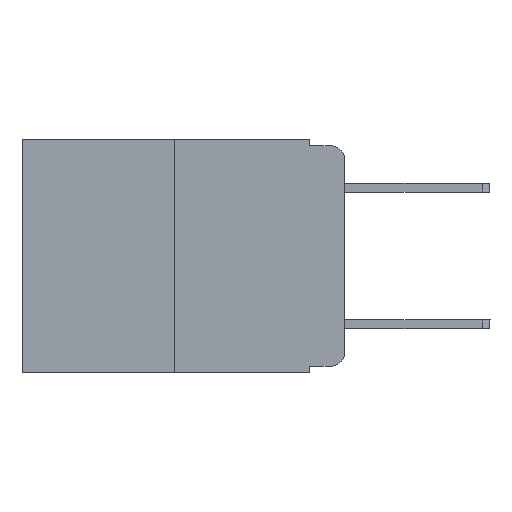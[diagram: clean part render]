
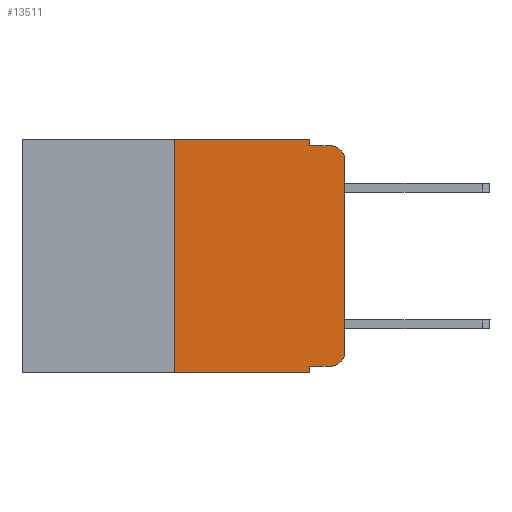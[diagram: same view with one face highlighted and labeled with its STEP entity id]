
A CAD part, left-side view. The second image highlights one B-rep face of the part: STEP entity #13511.
In plain terms, the highlighted planar face has unit normal (-1, 0, 0).
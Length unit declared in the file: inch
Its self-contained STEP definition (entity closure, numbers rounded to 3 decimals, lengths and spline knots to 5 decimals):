
#465 = DIRECTION ( 'NONE',  ( 0., 0., 1. ) ) ;
#659 = CARTESIAN_POINT ( 'NONE',  ( 0., 0.051, -0.01 ) ) ;
#829 = CARTESIAN_POINT ( 'NONE',  ( 0., 0.473, 0. ) ) ;
#886 = ORIENTED_EDGE ( 'NONE', *, *, #1853, .F. ) ;
#1346 = VERTEX_POINT ( 'NONE', #19458 ) ;
#1853 = EDGE_CURVE ( 'NONE', #16161, #5598, #6976, .T. ) ;
#2421 = DIRECTION ( 'NONE',  ( 0., -1., 0. ) ) ;
#2427 = EDGE_CURVE ( 'NONE', #1346, #24299, #23655, .T. ) ;
#2503 = DIRECTION ( 'NONE',  ( 0., 0., 1. ) ) ;
#3293 = VECTOR ( 'NONE', #2421, 39.37008 ) ;
#3439 = ORIENTED_EDGE ( 'NONE', *, *, #13906, .T. ) ;
#3789 = LINE ( 'NONE', #10161, #10336 ) ;
#4027 = VERTEX_POINT ( 'NONE', #18604 ) ;
#4460 = ORIENTED_EDGE ( 'NONE', *, *, #10874, .T. ) ;
#4521 = CIRCLE ( 'NONE', #23233, 0.02 ) ;
#4570 = DIRECTION ( 'NONE',  ( 0., -1., 0. ) ) ;
#4702 = DIRECTION ( 'NONE',  ( 0., -1., 0. ) ) ;
#4771 = VECTOR ( 'NONE', #465, 39.37008 ) ;
#5081 = CARTESIAN_POINT ( 'NONE',  ( 0., 0.02, -0.313 ) ) ;
#5595 = CARTESIAN_POINT ( 'NONE',  ( 0., 0.02, -0.01 ) ) ;
#5598 = VERTEX_POINT ( 'NONE', #24188 ) ;
#5712 = CARTESIAN_POINT ( 'NONE',  ( 0., 0.051, 0. ) ) ;
#5998 = VERTEX_POINT ( 'NONE', #5595 ) ;
#6976 = LINE ( 'NONE', #18126, #8147 ) ;
#7078 = ORIENTED_EDGE ( 'NONE', *, *, #13943, .F. ) ;
#7318 = DIRECTION ( 'NONE',  ( 0., 0., -1. ) ) ;
#8147 = VECTOR ( 'NONE', #20319, 39.37008 ) ;
#8196 = EDGE_LOOP ( 'NONE', ( #4460, #3439, #9582, #886, #7078, #11952, #18554, #12095, #23877, #13103 ) ) ;
#8384 = CARTESIAN_POINT ( 'NONE',  ( 0., 0.051, 0. ) ) ;
#8504 = CARTESIAN_POINT ( 'NONE',  ( 0., 0.02, -0.03 ) ) ;
#8742 = CARTESIAN_POINT ( 'NONE',  ( 0., 0.25, 0. ) ) ;
#8829 = EDGE_CURVE ( 'NONE', #5598, #5998, #17326, .T. ) ;
#8935 = DIRECTION ( 'NONE',  ( -1., 0., 0. ) ) ;
#9582 = ORIENTED_EDGE ( 'NONE', *, *, #8829, .F. ) ;
#10025 = VECTOR ( 'NONE', #2503, 39.37008 ) ;
#10131 = CARTESIAN_POINT ( 'NONE',  ( 0., 0.25, 0. ) ) ;
#10161 = CARTESIAN_POINT ( 'NONE',  ( 0., 0.051, -0.333 ) ) ;
#10336 = VECTOR ( 'NONE', #11844, 39.37008 ) ;
#10589 = DIRECTION ( 'NONE',  ( 0., 0., -1. ) ) ;
#10874 = EDGE_CURVE ( 'NONE', #16662, #12933, #10955, .T. ) ;
#10955 = LINE ( 'NONE', #17785, #10025 ) ;
#11144 = VECTOR ( 'NONE', #4570, 39.37008 ) ;
#11665 = PLANE ( 'NONE',  #16960 ) ;
#11671 = LINE ( 'NONE', #10131, #4771 ) ;
#11844 = DIRECTION ( 'NONE',  ( 0., -1., 0. ) ) ;
#11914 = VERTEX_POINT ( 'NONE', #8742 ) ;
#11952 = ORIENTED_EDGE ( 'NONE', *, *, #15915, .F. ) ;
#12095 = ORIENTED_EDGE ( 'NONE', *, *, #22650, .F. ) ;
#12933 = VERTEX_POINT ( 'NONE', #16614 ) ;
#13103 = ORIENTED_EDGE ( 'NONE', *, *, #14183, .T. ) ;
#13511 = ADVANCED_FACE ( 'NONE', ( #17119 ), #11665, .F. ) ;
#13906 = EDGE_CURVE ( 'NONE', #12933, #5998, #18019, .T. ) ;
#13943 = EDGE_CURVE ( 'NONE', #11914, #16161, #20733, .T. ) ;
#14183 = EDGE_CURVE ( 'NONE', #14211, #16662, #4521, .T. ) ;
#14197 = DIRECTION ( 'NONE',  ( -1., 0., 0. ) ) ;
#14211 = VERTEX_POINT ( 'NONE', #20827 ) ;
#15668 = CARTESIAN_POINT ( 'NONE',  ( 0., 0.473, 0. ) ) ;
#15915 = EDGE_CURVE ( 'NONE', #1346, #11914, #11671, .T. ) ;
#16161 = VERTEX_POINT ( 'NONE', #8384 ) ;
#16482 = CARTESIAN_POINT ( 'NONE',  ( 0., 0.473, -0.343 ) ) ;
#16614 = CARTESIAN_POINT ( 'NONE',  ( 0., 0., -0.03 ) ) ;
#16662 = VERTEX_POINT ( 'NONE', #23570 ) ;
#16960 = AXIS2_PLACEMENT_3D ( 'NONE', #15668, #21528, #23429 ) ;
#17119 = FACE_OUTER_BOUND ( 'NONE', #8196, .T. ) ;
#17326 = LINE ( 'NONE', #659, #3293 ) ;
#17785 = CARTESIAN_POINT ( 'NONE',  ( 0., 0., 0. ) ) ;
#17973 = EDGE_CURVE ( 'NONE', #4027, #14211, #3789, .T. ) ;
#18019 = CIRCLE ( 'NONE', #21152, 0.02 ) ;
#18126 = CARTESIAN_POINT ( 'NONE',  ( 0., 0.051, 0. ) ) ;
#18554 = ORIENTED_EDGE ( 'NONE', *, *, #2427, .T. ) ;
#18604 = CARTESIAN_POINT ( 'NONE',  ( 0., 0.051, -0.333 ) ) ;
#19081 = CARTESIAN_POINT ( 'NONE',  ( 0., 0.051, -0.343 ) ) ;
#19458 = CARTESIAN_POINT ( 'NONE',  ( 0., 0.25, -0.343 ) ) ;
#20319 = DIRECTION ( 'NONE',  ( 0., 0., -1. ) ) ;
#20733 = LINE ( 'NONE', #829, #11144 ) ;
#20827 = CARTESIAN_POINT ( 'NONE',  ( 0., 0.02, -0.333 ) ) ;
#21152 = AXIS2_PLACEMENT_3D ( 'NONE', #8504, #14197, #21884 ) ;
#21528 = DIRECTION ( 'NONE',  ( 1., 0., 0. ) ) ;
#21884 = DIRECTION ( 'NONE',  ( 0., 0., -1. ) ) ;
#22146 = LINE ( 'NONE', #5712, #22734 ) ;
#22650 = EDGE_CURVE ( 'NONE', #4027, #24299, #22146, .T. ) ;
#22734 = VECTOR ( 'NONE', #7318, 39.37008 ) ;
#23233 = AXIS2_PLACEMENT_3D ( 'NONE', #5081, #8935, #10589 ) ;
#23371 = VECTOR ( 'NONE', #4702, 39.37008 ) ;
#23429 = DIRECTION ( 'NONE',  ( 0., 0., -1. ) ) ;
#23570 = CARTESIAN_POINT ( 'NONE',  ( 0., 0., -0.313 ) ) ;
#23655 = LINE ( 'NONE', #16482, #23371 ) ;
#23877 = ORIENTED_EDGE ( 'NONE', *, *, #17973, .T. ) ;
#24188 = CARTESIAN_POINT ( 'NONE',  ( 0., 0.051, -0.01 ) ) ;
#24299 = VERTEX_POINT ( 'NONE', #19081 ) ;
